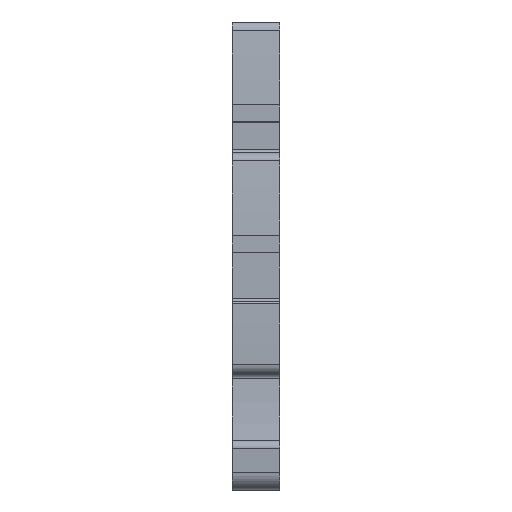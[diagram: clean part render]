
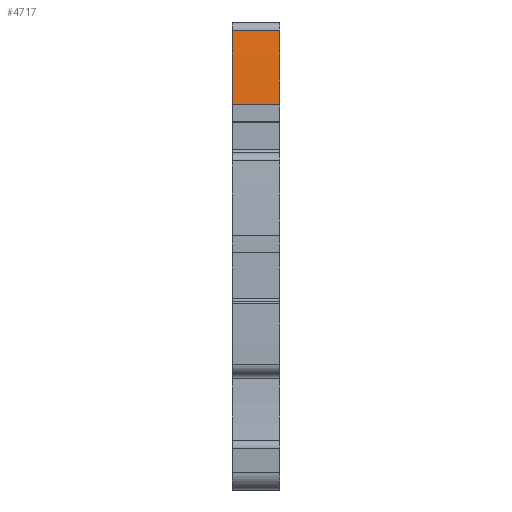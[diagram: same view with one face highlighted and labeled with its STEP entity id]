
A CAD part, front view. The second image highlights one B-rep face of the part: STEP entity #4717.
In plain terms, the highlighted cylindrical face has radius 149.2 mm (diameter 298.4 mm), a partial arc.
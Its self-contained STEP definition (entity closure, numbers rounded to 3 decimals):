
#910=AXIS2_PLACEMENT_3D('Circle Axis2P3D',#908,#909,$) ;
#4697=AXIS2_PLACEMENT_3D('Cylinder Axis2P3D',#4694,#4695,#4696) ;
#4701=AXIS2_PLACEMENT_3D('Circle Axis2P3D',#4699,#4700,$) ;
#905=CARTESIAN_POINT('Vertex',(0.,22.935,41.264)) ;
#908=CARTESIAN_POINT('Axis2P3D Location',(0.,171.785,31.05)) ;
#912=CARTESIAN_POINT('Vertex',(0.,23.702,49.272)) ;
#4674=CARTESIAN_POINT('Line Origine',(2.55,23.702,49.272)) ;
#4678=CARTESIAN_POINT('Vertex',(5.1,23.702,49.272)) ;
#4694=CARTESIAN_POINT('Axis2P3D Location',(2.55,171.785,31.05)) ;
#4699=CARTESIAN_POINT('Axis2P3D Location',(5.1,171.785,31.05)) ;
#4703=CARTESIAN_POINT('Vertex',(5.1,22.935,41.264)) ;
#4706=CARTESIAN_POINT('Line Origine',(2.55,22.935,41.264)) ;
#909=DIRECTION('Axis2P3D Direction',(1.,0.,0.)) ;
#4675=DIRECTION('Vector Direction',(1.,0.,0.)) ;
#4695=DIRECTION('Axis2P3D Direction',(1.,0.,0.)) ;
#4696=DIRECTION('Axis2P3D XDirection',(0.,-0.993,0.122)) ;
#4700=DIRECTION('Axis2P3D Direction',(1.,0.,0.)) ;
#4707=DIRECTION('Vector Direction',(1.,0.,0.)) ;
#4676=VECTOR('Line Direction',#4675,1.) ;
#4708=VECTOR('Line Direction',#4707,1.) ;
#4712=ORIENTED_EDGE('',*,*,#4705,.F.) ;
#4713=ORIENTED_EDGE('',*,*,#4680,.F.) ;
#4714=ORIENTED_EDGE('',*,*,#914,.T.) ;
#4715=ORIENTED_EDGE('',*,*,#4710,.F.) ;
#4717=ADVANCED_FACE('MLD',(#4716),#4698,.T.) ;
#911=CIRCLE('generated circle',#910,149.2) ;
#4702=CIRCLE('generated circle',#4701,149.2) ;
#4698=CYLINDRICAL_SURFACE('generated cylinder',#4697,149.2) ;
#914=EDGE_CURVE('',#913,#906,#911,.T.) ;
#4680=EDGE_CURVE('',#913,#4679,#4677,.T.) ;
#4705=EDGE_CURVE('',#4679,#4704,#4702,.T.) ;
#4710=EDGE_CURVE('',#4704,#906,#4709,.F.) ;
#4711=EDGE_LOOP('',(#4712,#4713,#4714,#4715)) ;
#4716=FACE_OUTER_BOUND('',#4711,.T.) ;
#4677=LINE('Line',#4674,#4676) ;
#4709=LINE('Line',#4706,#4708) ;
#906=VERTEX_POINT('',#905) ;
#913=VERTEX_POINT('',#912) ;
#4679=VERTEX_POINT('',#4678) ;
#4704=VERTEX_POINT('',#4703) ;
